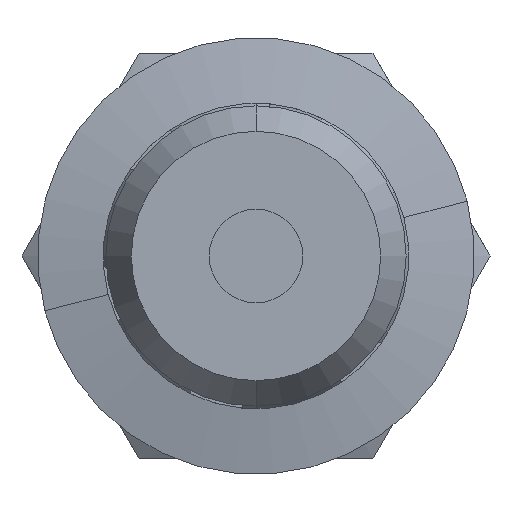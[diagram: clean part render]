
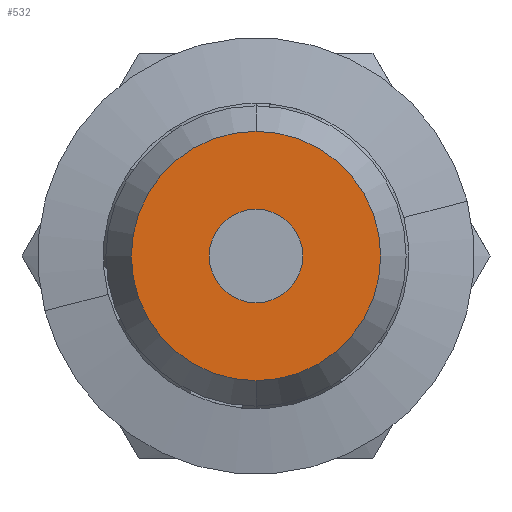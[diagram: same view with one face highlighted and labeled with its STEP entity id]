
A CAD part, front view. The second image highlights one B-rep face of the part: STEP entity #532.
In plain terms, the highlighted planar face has unit normal (0, -1, 0).
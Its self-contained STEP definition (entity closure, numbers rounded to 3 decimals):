
#246 = VERTEX_POINT ( 'NONE', #1675 ) ;
#247 = VERTEX_POINT ( 'NONE', #1677 ) ;
#254 = VERTEX_POINT ( 'NONE', #1689 ) ;
#261 = VERTEX_POINT ( 'NONE', #1701 ) ;
#336 = EDGE_LOOP ( 'NONE', ( #4139, #4140 ) ) ;
#344 = EDGE_LOOP ( 'NONE', ( #4141, #4142 ) ) ;
#403 = FACE_BOUND ( 'NONE', #336, .T. ) ;
#404 = FACE_OUTER_BOUND ( 'NONE', #344, .T. ) ;
#532 = ADVANCED_FACE ( 'NONE', ( #403, #404 ), #943, .T. ) ;
#739 = AXIS2_PLACEMENT_3D ( 'NONE', #950, #951, #952 ) ;
#943 = PLANE ( 'NONE',  #739 ) ;
#950 = CARTESIAN_POINT ( 'NONE',  ( 0., 0., 0. ) ) ;
#951 = DIRECTION ( 'NONE',  ( 0., -1., 0. ) ) ;
#952 = DIRECTION ( 'NONE',  ( 0., 0., -1. ) ) ;
#1428 = EDGE_CURVE ( 'NONE', #246, #247, #2591, .T. ) ;
#1675 = CARTESIAN_POINT ( 'NONE',  ( -1.5, 0., 0. ) ) ;
#1677 = CARTESIAN_POINT ( 'NONE',  ( 1.5, 0., 0. ) ) ;
#1689 = CARTESIAN_POINT ( 'NONE',  ( 0., 0., -4. ) ) ;
#1701 = CARTESIAN_POINT ( 'NONE',  ( 0., 0., 4. ) ) ;
#2114 = AXIS2_PLACEMENT_3D ( 'NONE', #2878, #2879, #2880 ) ;
#2130 = AXIS2_PLACEMENT_3D ( 'NONE', #2939, #2940, #2941 ) ;
#2137 = AXIS2_PLACEMENT_3D ( 'NONE', #3045, #3046, #3047 ) ;
#2138 = AXIS2_PLACEMENT_3D ( 'NONE', #3048, #3049, #3050 ) ;
#2591 = CIRCLE ( 'NONE', #2114, 1.5 ) ;
#2623 = CIRCLE ( 'NONE', #2130, 4. ) ;
#2639 = CIRCLE ( 'NONE', #2137, 1.5 ) ;
#2640 = CIRCLE ( 'NONE', #2138, 4. ) ;
#2878 = CARTESIAN_POINT ( 'NONE',  ( 0., 0., 0. ) ) ;
#2879 = DIRECTION ( 'NONE',  ( 0., -1., 0. ) ) ;
#2880 = DIRECTION ( 'NONE',  ( 1., 0., 0. ) ) ;
#2939 = CARTESIAN_POINT ( 'NONE',  ( 0., 0., 0. ) ) ;
#2940 = DIRECTION ( 'NONE',  ( 0., -1., 0. ) ) ;
#2941 = DIRECTION ( 'NONE',  ( 0., 0., -1. ) ) ;
#3045 = CARTESIAN_POINT ( 'NONE',  ( 0., 0., 0. ) ) ;
#3046 = DIRECTION ( 'NONE',  ( 0., -1., 0. ) ) ;
#3047 = DIRECTION ( 'NONE',  ( 1., 0., 0. ) ) ;
#3048 = CARTESIAN_POINT ( 'NONE',  ( 0., 0., 0. ) ) ;
#3049 = DIRECTION ( 'NONE',  ( 0., -1., 0. ) ) ;
#3050 = DIRECTION ( 'NONE',  ( 0., 0., -1. ) ) ;
#3649 = EDGE_CURVE ( 'NONE', #254, #261, #2623, .T. ) ;
#3672 = EDGE_CURVE ( 'NONE', #247, #246, #2639, .T. ) ;
#3673 = EDGE_CURVE ( 'NONE', #261, #254, #2640, .T. ) ;
#4139 = ORIENTED_EDGE ( 'NONE', *, *, #3672, .F. ) ;
#4140 = ORIENTED_EDGE ( 'NONE', *, *, #1428, .F. ) ;
#4141 = ORIENTED_EDGE ( 'NONE', *, *, #3673, .T. ) ;
#4142 = ORIENTED_EDGE ( 'NONE', *, *, #3649, .T. ) ;
